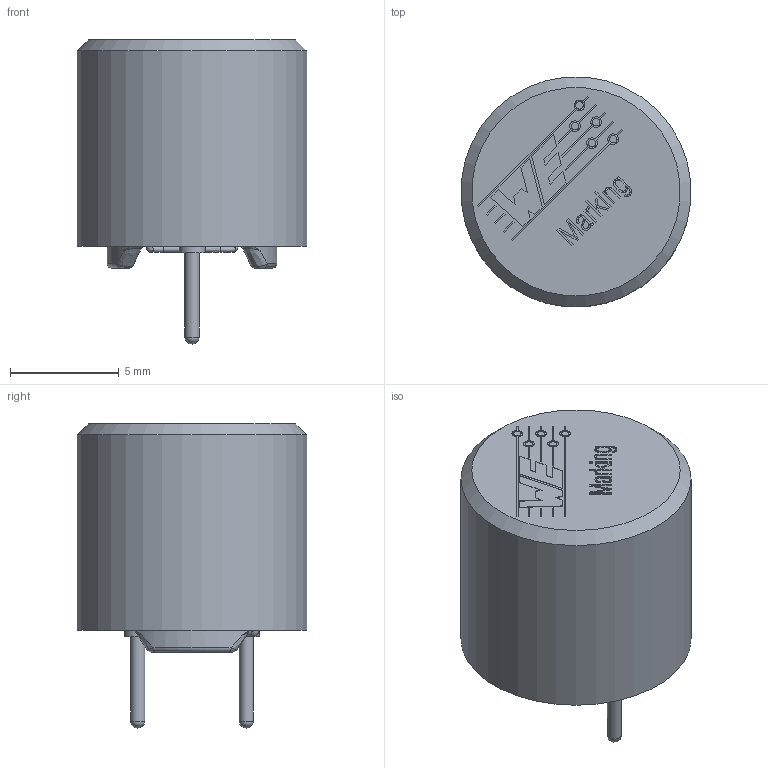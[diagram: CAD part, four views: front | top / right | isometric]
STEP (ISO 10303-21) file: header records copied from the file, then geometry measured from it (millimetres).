
FILE_DESCRIPTION(('FreeCAD Model'),'2;1');
FILE_NAME('7447471331.step' ,'2019-02-27T10:42:58',('kicad StepUp'),('ksu MCAD'), 'Open CASCADE STEP processor 7.2','FreeCAD','Unknown');
FILE_SCHEMA(('AUTOMOTIVE_DESIGN { 1 0 10303 214 1 1 1 1 }'));
Length unit declared in the file: millimetre
Products named in the file (1): 7447471331
Bounding box: 10.56 x 10.56 x 14 mm (x, y, z)
Volume: 598.2 mm3; surface area: 1461.9 mm2
Topology: 5 solids, 5 shells, 302 faces, 739 edges, 483 vertices
Faces by surface type: plane 215, extrusion 27, bspline 25, cylinder 24, torus 6, cone 3, sphere 2
Full cylindrical faces by diameter (mm): 0.27 x4, 0.3 x1, 0.65 x6, 1.2 x2, 4 x1, 8.6 x1, 10.6 x1
Entity records: 18115 total; most frequent: CARTESIAN_POINT 9639, ORIENTED_EDGE 1474, DIRECTION 967, EDGE_CURVE 737, VERTEX_POINT 483, B_SPLINE_CURVE_WITH_KNOTS 401, FACE_BOUND 340, EDGE_LOOP 340
